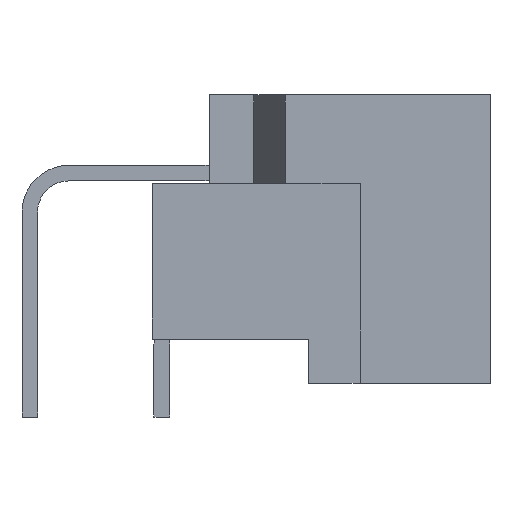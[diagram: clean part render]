
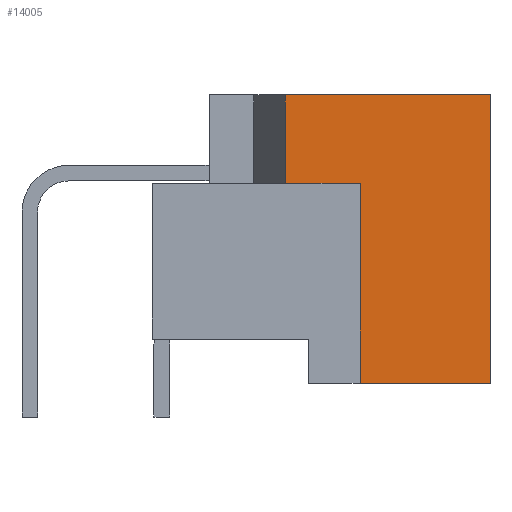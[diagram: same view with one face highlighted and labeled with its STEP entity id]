
A CAD part, front view. The second image highlights one B-rep face of the part: STEP entity #14005.
In plain terms, the highlighted free-form (B-spline) face has degree [1, 1] with [2, 2] control points.
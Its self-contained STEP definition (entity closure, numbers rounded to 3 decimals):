
#12799=CARTESIAN_POINT('',(4.763,-80.58,6.));
#12800=VERTEX_POINT('',#12799);
#12806=CARTESIAN_POINT('',(4.763,-80.58,9.4));
#12807=VERTEX_POINT('',#12806);
#12808=CARTESIAN_POINT('',(4.763,-80.58,6.));
#12809=CARTESIAN_POINT('',(4.763,-80.58,9.4));
#12810=B_SPLINE_CURVE_WITH_KNOTS('',1,(#12808,#12809),.UNSPECIFIED.,.F.,.U.,(2,2),(3.175,4.578),.UNSPECIFIED.);
#12811=EDGE_CURVE('',#12800,#12807,#12810,.T.);
#13575=CARTESIAN_POINT('',(12.64,-80.58,9.4));
#13576=VERTEX_POINT('',#13575);
#13577=CARTESIAN_POINT('',(12.64,-80.58,-1.7));
#13578=VERTEX_POINT('',#13577);
#13579=CARTESIAN_POINT('',(12.64,-80.58,9.4));
#13580=CARTESIAN_POINT('',(12.64,-80.58,-1.7));
#13581=B_SPLINE_CURVE_WITH_KNOTS('',1,(#13579,#13580),.UNSPECIFIED.,.F.,.U.,(2,2),(0.0,1.409),.UNSPECIFIED.);
#13582=EDGE_CURVE('',#13576,#13578,#13581,.T.);
#13946=CARTESIAN_POINT('',(7.64,-80.58,-1.7));
#13947=VERTEX_POINT('',#13946);
#13948=CARTESIAN_POINT('',(12.64,-80.58,-1.7));
#13949=CARTESIAN_POINT('',(7.64,-80.58,-1.7));
#13950=B_SPLINE_CURVE_WITH_KNOTS('',1,(#13948,#13949),.UNSPECIFIED.,.F.,.U.,(2,2),(0.111,0.746),.UNSPECIFIED.);
#13951=EDGE_CURVE('',#13578,#13947,#13950,.T.);
#13968=CARTESIAN_POINT('',(7.64,-80.58,6.));
#13969=VERTEX_POINT('',#13968);
#13970=CARTESIAN_POINT('',(7.64,-80.58,6.));
#13971=CARTESIAN_POINT('',(7.64,-80.58,-1.7));
#13972=QUASI_UNIFORM_CURVE('',1,(#13970,#13971),.UNSPECIFIED.,.F.,.U.);
#13973=EDGE_CURVE('',#13969,#13947,#13972,.T.);
#13984=CARTESIAN_POINT('',(4.763,-80.58,-1.7));
#13985=CARTESIAN_POINT('',(12.64,-80.58,-1.7));
#13986=CARTESIAN_POINT('',(4.763,-80.58,18.3));
#13987=CARTESIAN_POINT('',(12.64,-80.58,18.3));
#13988=B_SPLINE_SURFACE_WITH_KNOTS('',1,1,((#13984,#13986),(#13985,#13987)),.UNSPECIFIED.,.F.,.F.,.U.,(2,2),(2,2),(0.0,1.0),(0.0,2.539),.UNSPECIFIED.);
#13989=ORIENTED_EDGE('',*,*,#13973,.T.);
#13990=ORIENTED_EDGE('',*,*,#13951,.F.);
#13991=ORIENTED_EDGE('',*,*,#13582,.F.);
#13992=CARTESIAN_POINT('',(4.763,-80.58,9.4));
#13993=CARTESIAN_POINT('',(12.64,-80.58,9.4));
#13994=QUASI_UNIFORM_CURVE('',1,(#13992,#13993),.UNSPECIFIED.,.F.,.U.);
#13995=EDGE_CURVE('',#12807,#13576,#13994,.T.);
#13996=ORIENTED_EDGE('',*,*,#13995,.F.);
#13997=ORIENTED_EDGE('',*,*,#12811,.F.);
#13998=CARTESIAN_POINT('',(4.763,-80.58,6.));
#13999=CARTESIAN_POINT('',(7.64,-80.58,6.));
#14000=QUASI_UNIFORM_CURVE('',1,(#13998,#13999),.UNSPECIFIED.,.F.,.U.);
#14001=EDGE_CURVE('',#12800,#13969,#14000,.T.);
#14002=ORIENTED_EDGE('',*,*,#14001,.T.);
#14003=EDGE_LOOP('',(#13989,#13990,#13991,#13996,#13997,#14002));
#14004=FACE_OUTER_BOUND('',#14003,.T.);
#14005=ADVANCED_FACE('',(#14004),#13988,.T.);
